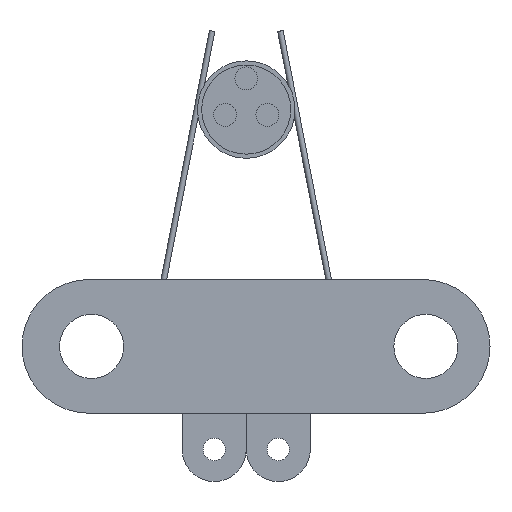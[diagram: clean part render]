
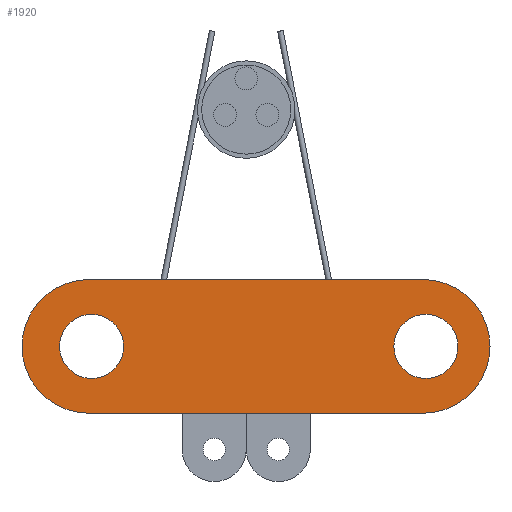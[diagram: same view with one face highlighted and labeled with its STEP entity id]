
A CAD part, front view. The second image highlights one B-rep face of the part: STEP entity #1920.
In plain terms, the highlighted planar face has unit normal (0, -1, 0).
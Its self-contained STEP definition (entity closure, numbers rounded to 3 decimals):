
#44 = DIRECTION ( 'NONE',  ( 0., 1., 0. ) ) ;
#60 = ORIENTED_EDGE ( 'NONE', *, *, #1463, .F. ) ;
#68 = CARTESIAN_POINT ( 'NONE',  ( -5.65, 0., -17.316 ) ) ;
#186 = VECTOR ( 'NONE', #2674, 1000. ) ;
#211 = VERTEX_POINT ( 'NONE', #1290 ) ;
#213 = ORIENTED_EDGE ( 'NONE', *, *, #703, .T. ) ;
#303 = VERTEX_POINT ( 'NONE', #865 ) ;
#307 = AXIS2_PLACEMENT_3D ( 'NONE', #1681, #44, #1942 ) ;
#316 = AXIS2_PLACEMENT_3D ( 'NONE', #2599, #1196, #2812 ) ;
#328 = AXIS2_PLACEMENT_3D ( 'NONE', #338, #2141, #638 ) ;
#331 = AXIS2_PLACEMENT_3D ( 'NONE', #1432, #3009, #1669 ) ;
#332 = AXIS2_PLACEMENT_3D ( 'NONE', #903, #1933, #334 ) ;
#334 = DIRECTION ( 'NONE',  ( 0., 0., 1. ) ) ;
#338 = CARTESIAN_POINT ( 'NONE',  ( -5.65, 0., -14.916 ) ) ;
#382 = ORIENTED_EDGE ( 'NONE', *, *, #1476, .T. ) ;
#633 = CARTESIAN_POINT ( 'NONE',  ( 6.35, 0., -12.516 ) ) ;
#638 = DIRECTION ( 'NONE',  ( 0., 0., 1. ) ) ;
#703 = EDGE_CURVE ( 'NONE', #303, #2950, #768, .T. ) ;
#720 = CIRCLE ( 'NONE', #1526, 1.15 ) ;
#735 = EDGE_CURVE ( 'NONE', #1352, #901, #720, .T. ) ;
#738 = CARTESIAN_POINT ( 'NONE',  ( -5.65, 0., -17.316 ) ) ;
#768 = CIRCLE ( 'NONE', #1549, 1.15 ) ;
#865 = CARTESIAN_POINT ( 'NONE',  ( 6.45, 0., -16.066 ) ) ;
#901 = VERTEX_POINT ( 'NONE', #1248 ) ;
#903 = CARTESIAN_POINT ( 'NONE',  ( -5.65, 0., -14.916 ) ) ;
#1196 = DIRECTION ( 'NONE',  ( 0., 1., 0. ) ) ;
#1221 = CARTESIAN_POINT ( 'NONE',  ( 6.45, 0., -13.766 ) ) ;
#1229 = EDGE_CURVE ( 'NONE', #2353, #2119, #1740, .T. ) ;
#1248 = CARTESIAN_POINT ( 'NONE',  ( -5.55, 0., -13.766 ) ) ;
#1290 = CARTESIAN_POINT ( 'NONE',  ( -5.65, 0., -12.516 ) ) ;
#1349 = EDGE_CURVE ( 'NONE', #211, #1954, #1793, .T. ) ;
#1352 = VERTEX_POINT ( 'NONE', #1365 ) ;
#1365 = CARTESIAN_POINT ( 'NONE',  ( -5.55, 0., -16.066 ) ) ;
#1419 = ORIENTED_EDGE ( 'NONE', *, *, #1457, .F. ) ;
#1432 = CARTESIAN_POINT ( 'NONE',  ( -5.55, 0., -14.916 ) ) ;
#1450 = EDGE_CURVE ( 'NONE', #901, #1352, #1946, .T. ) ;
#1457 = EDGE_CURVE ( 'NONE', #2119, #211, #2012, .T. ) ;
#1463 = EDGE_CURVE ( 'NONE', #1954, #2353, #2009, .T. ) ;
#1476 = EDGE_CURVE ( 'NONE', #2950, #303, #1832, .T. ) ;
#1526 = AXIS2_PLACEMENT_3D ( 'NONE', #3068, #2481, #2231 ) ;
#1549 = AXIS2_PLACEMENT_3D ( 'NONE', #1751, #3160, #2465 ) ;
#1624 = VECTOR ( 'NONE', #2069, 1000. ) ;
#1666 = PLANE ( 'NONE',  #332 ) ;
#1669 = DIRECTION ( 'NONE',  ( 0., 0., 1. ) ) ;
#1681 = CARTESIAN_POINT ( 'NONE',  ( 6.45, 0., -14.916 ) ) ;
#1740 = LINE ( 'NONE', #738, #186 ) ;
#1751 = CARTESIAN_POINT ( 'NONE',  ( 6.45, 0., -14.916 ) ) ;
#1764 = ORIENTED_EDGE ( 'NONE', *, *, #1349, .F. ) ;
#1793 = LINE ( 'NONE', #2734, #1624 ) ;
#1832 = CIRCLE ( 'NONE', #307, 1.15 ) ;
#1920 = ADVANCED_FACE ( 'NONE', ( #2882, #2593, #2454 ), #1666, .F. ) ;
#1933 = DIRECTION ( 'NONE',  ( 0., 1., 0. ) ) ;
#1942 = DIRECTION ( 'NONE',  ( 0., 0., 1. ) ) ;
#1946 = CIRCLE ( 'NONE', #331, 1.15 ) ;
#1954 = VERTEX_POINT ( 'NONE', #633 ) ;
#2009 = CIRCLE ( 'NONE', #316, 2.4 ) ;
#2012 = CIRCLE ( 'NONE', #328, 2.4 ) ;
#2069 = DIRECTION ( 'NONE',  ( 1., 0., 0. ) ) ;
#2119 = VERTEX_POINT ( 'NONE', #68 ) ;
#2141 = DIRECTION ( 'NONE',  ( 0., 1., 0. ) ) ;
#2144 = ORIENTED_EDGE ( 'NONE', *, *, #735, .T. ) ;
#2231 = DIRECTION ( 'NONE',  ( 0., 0., 1. ) ) ;
#2353 = VERTEX_POINT ( 'NONE', #3077 ) ;
#2454 = FACE_BOUND ( 'NONE', #2622, .T. ) ;
#2465 = DIRECTION ( 'NONE',  ( 0., 0., 1. ) ) ;
#2481 = DIRECTION ( 'NONE',  ( 0., 1., 0. ) ) ;
#2593 = FACE_OUTER_BOUND ( 'NONE', #2691, .T. ) ;
#2599 = CARTESIAN_POINT ( 'NONE',  ( 6.35, 0., -14.916 ) ) ;
#2622 = EDGE_LOOP ( 'NONE', ( #213, #382 ) ) ;
#2674 = DIRECTION ( 'NONE',  ( -1., 0., 0. ) ) ;
#2691 = EDGE_LOOP ( 'NONE', ( #1419, #2870, #60, #1764 ) ) ;
#2734 = CARTESIAN_POINT ( 'NONE',  ( -5.65, 0., -12.516 ) ) ;
#2812 = DIRECTION ( 'NONE',  ( 0., 0., 1. ) ) ;
#2870 = ORIENTED_EDGE ( 'NONE', *, *, #1229, .F. ) ;
#2882 = FACE_BOUND ( 'NONE', #3044, .T. ) ;
#2950 = VERTEX_POINT ( 'NONE', #1221 ) ;
#2981 = ORIENTED_EDGE ( 'NONE', *, *, #1450, .T. ) ;
#3009 = DIRECTION ( 'NONE',  ( 0., 1., 0. ) ) ;
#3044 = EDGE_LOOP ( 'NONE', ( #2144, #2981 ) ) ;
#3068 = CARTESIAN_POINT ( 'NONE',  ( -5.55, 0., -14.916 ) ) ;
#3077 = CARTESIAN_POINT ( 'NONE',  ( 6.35, 0., -17.316 ) ) ;
#3160 = DIRECTION ( 'NONE',  ( 0., 1., 0. ) ) ;
